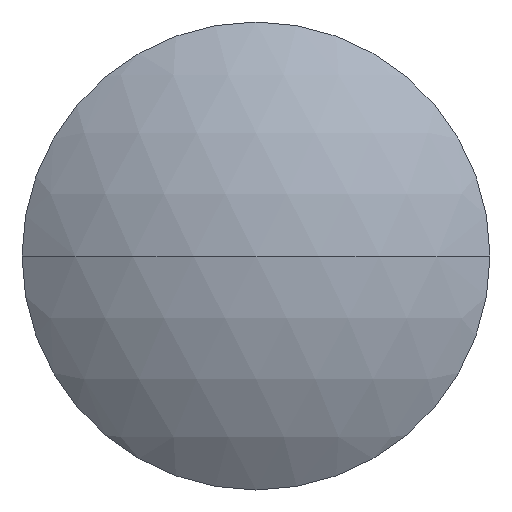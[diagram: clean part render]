
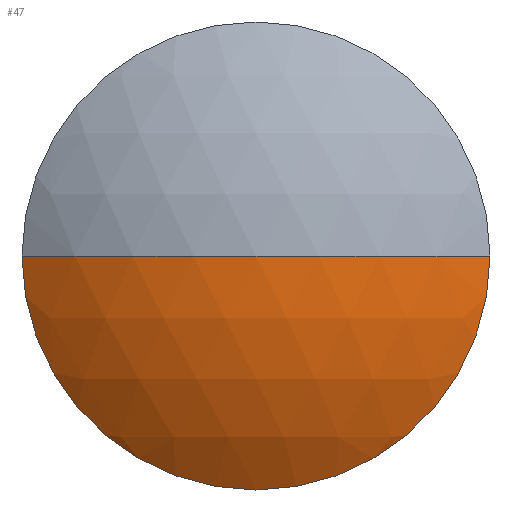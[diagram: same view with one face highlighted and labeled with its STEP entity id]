
A CAD part, left-side view. The second image highlights one B-rep face of the part: STEP entity #47.
In plain terms, the highlighted spherical face has radius 15 mm.
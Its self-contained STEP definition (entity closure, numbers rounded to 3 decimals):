
#8 = VERTEX_POINT ( 'NONE', #267 ) ;
#9 = CARTESIAN_POINT ( 'NONE',  ( 10., 0., 0. ) ) ;
#33 = SPHERICAL_SURFACE ( 'NONE', #108, 15. ) ;
#46 = CARTESIAN_POINT ( 'NONE',  ( 10., 0., 0. ) ) ;
#47 = ADVANCED_FACE ( 'NONE', ( #351 ), #33, .T. ) ;
#50 = ORIENTED_EDGE ( 'NONE', *, *, #283, .T. ) ;
#67 = VERTEX_POINT ( 'NONE', #223 ) ;
#68 = CIRCLE ( 'NONE', #299, 15. ) ;
#73 = DIRECTION ( 'NONE',  ( -1., 0., 0. ) ) ;
#80 = CARTESIAN_POINT ( 'NONE',  ( -5., 0., 0. ) ) ;
#92 = EDGE_CURVE ( 'NONE', #236, #67, #217, .T. ) ;
#98 = CARTESIAN_POINT ( 'NONE',  ( -2., 0., 0. ) ) ;
#108 = AXIS2_PLACEMENT_3D ( 'NONE', #9, #201, #220 ) ;
#123 = CIRCLE ( 'NONE', #254, 9. ) ;
#131 = ORIENTED_EDGE ( 'NONE', *, *, #345, .T. ) ;
#153 = DIRECTION ( 'NONE',  ( 0., 0., 1. ) ) ;
#158 = ORIENTED_EDGE ( 'NONE', *, *, #92, .T. ) ;
#159 = EDGE_CURVE ( 'NONE', #236, #240, #68, .T. ) ;
#162 = CARTESIAN_POINT ( 'NONE',  ( -2., 0., 0. ) ) ;
#163 = AXIS2_PLACEMENT_3D ( 'NONE', #98, #73, #332 ) ;
#201 = DIRECTION ( 'NONE',  ( 0., 0., -1. ) ) ;
#214 = DIRECTION ( 'NONE',  ( 0., 0., 1. ) ) ;
#216 = DIRECTION ( 'NONE',  ( -1., 0., 0. ) ) ;
#217 = CIRCLE ( 'NONE', #163, 9. ) ;
#218 = AXIS2_PLACEMENT_3D ( 'NONE', #343, #258, #338 ) ;
#220 = DIRECTION ( 'NONE',  ( 0., 1., 0. ) ) ;
#223 = CARTESIAN_POINT ( 'NONE',  ( -2., 0., -9. ) ) ;
#225 = EDGE_LOOP ( 'NONE', ( #158, #131, #50, #288 ) ) ;
#236 = VERTEX_POINT ( 'NONE', #280 ) ;
#240 = VERTEX_POINT ( 'NONE', #80 ) ;
#249 = CIRCLE ( 'NONE', #218, 15. ) ;
#254 = AXIS2_PLACEMENT_3D ( 'NONE', #162, #216, #214 ) ;
#255 = DIRECTION ( 'NONE',  ( 1., 0., 0. ) ) ;
#258 = DIRECTION ( 'NONE',  ( 0., 0., -1. ) ) ;
#267 = CARTESIAN_POINT ( 'NONE',  ( -2., -9., 0. ) ) ;
#280 = CARTESIAN_POINT ( 'NONE',  ( -2., 9., 0. ) ) ;
#283 = EDGE_CURVE ( 'NONE', #8, #240, #249, .T. ) ;
#288 = ORIENTED_EDGE ( 'NONE', *, *, #159, .F. ) ;
#299 = AXIS2_PLACEMENT_3D ( 'NONE', #46, #153, #255 ) ;
#332 = DIRECTION ( 'NONE',  ( 0., 0., 1. ) ) ;
#338 = DIRECTION ( 'NONE',  ( 0., 1., 0. ) ) ;
#343 = CARTESIAN_POINT ( 'NONE',  ( 10., 0., 0. ) ) ;
#345 = EDGE_CURVE ( 'NONE', #67, #8, #123, .T. ) ;
#351 = FACE_OUTER_BOUND ( 'NONE', #225, .T. ) ;
